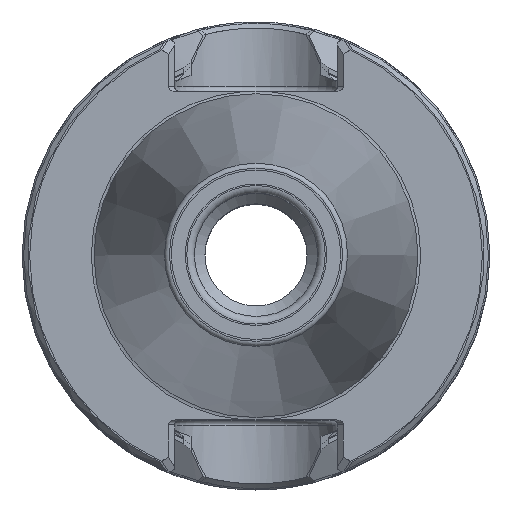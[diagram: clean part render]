
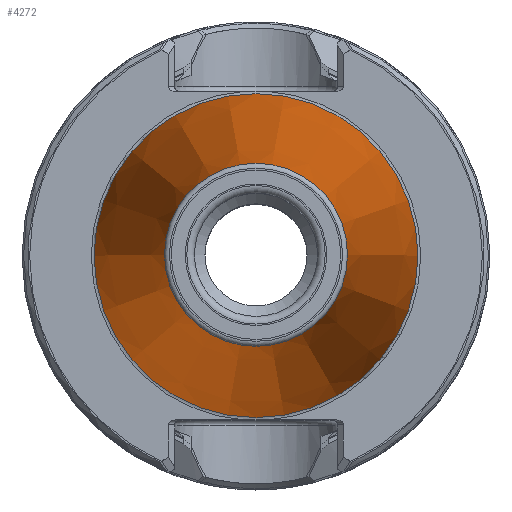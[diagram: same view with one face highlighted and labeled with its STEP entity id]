
A CAD part, top view. The second image highlights one B-rep face of the part: STEP entity #4272.
In plain terms, the highlighted conical face has half-angle 8.297 degrees and reference radius 9.058 mm.
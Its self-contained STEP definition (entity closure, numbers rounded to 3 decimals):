
#489=CONICAL_SURFACE('',#4616,9.058,0.145);
#1307=ORIENTED_EDGE('',*,*,#1781,.T.);
#1308=ORIENTED_EDGE('',*,*,#1782,.F.);
#1781=EDGE_CURVE('',#2076,#2076,#2199,.T.);
#1782=EDGE_CURVE('',#2077,#2077,#2200,.T.);
#2076=VERTEX_POINT('',#6926);
#2077=VERTEX_POINT('',#6929);
#2199=CIRCLE('',#4615,16.025);
#2200=CIRCLE('',#4617,9.058);
#2443=EDGE_LOOP('',(#1307));
#2444=EDGE_LOOP('',(#1308));
#2701=FACE_BOUND('',#2443,.T.);
#2702=FACE_BOUND('',#2444,.T.);
#4272=ADVANCED_FACE('',(#2701,#2702),#489,.T.);
#4615=AXIS2_PLACEMENT_3D('',#6925,#5394,#5395);
#4616=AXIS2_PLACEMENT_3D('',#6927,#5396,#5397);
#4617=AXIS2_PLACEMENT_3D('',#6928,#5398,#5399);
#5394=DIRECTION('',(0.,0.,1.));
#5395=DIRECTION('',(1.,0.,0.));
#5396=DIRECTION('',(0.,0.,-1.));
#5397=DIRECTION('',(-1.,0.,0.));
#5398=DIRECTION('',(0.,0.,1.));
#5399=DIRECTION('',(1.,0.,0.));
#6925=CARTESIAN_POINT('',(0.,0.,0.4));
#6926=CARTESIAN_POINT('',(16.025,0.,0.4));
#6927=CARTESIAN_POINT('',(0.,0.,48.172));
#6928=CARTESIAN_POINT('',(0.,0.,48.172));
#6929=CARTESIAN_POINT('',(9.058,0.,48.172));
